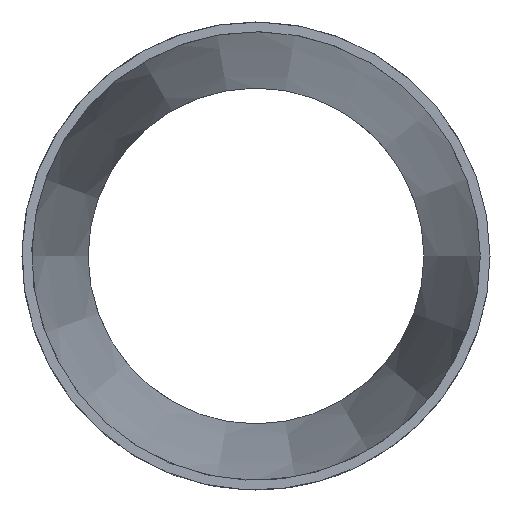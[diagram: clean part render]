
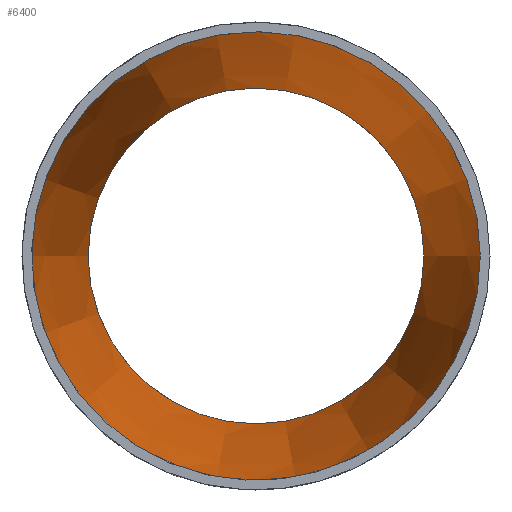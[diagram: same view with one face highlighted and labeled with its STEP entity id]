
A CAD part, left-side view. The second image highlights one B-rep face of the part: STEP entity #6400.
In plain terms, the highlighted conical face has half-angle 6.871 degrees and reference radius 42.57 mm.
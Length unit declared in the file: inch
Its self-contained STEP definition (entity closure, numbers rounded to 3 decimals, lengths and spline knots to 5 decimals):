
#91=FACE_BOUND('',#1145,.T.);
#755=FACE_OUTER_BOUND('',#1144,.T.);
#1144=EDGE_LOOP('',(#5986));
#1145=EDGE_LOOP('',(#5987));
#1265=CIRCLE('',#6726,1.917);
#1268=CIRCLE('',#6732,1.435);
#3137=VERTEX_POINT('',#14236);
#3140=VERTEX_POINT('',#14245);
#4087=EDGE_CURVE('',#3137,#3137,#1265,.T.);
#4090=EDGE_CURVE('',#3140,#3140,#1268,.T.);
#5986=ORIENTED_EDGE('',*,*,#4087,.F.);
#5987=ORIENTED_EDGE('',*,*,#4090,.T.);
#6023=CONICAL_SURFACE('',#6737,1.676,6.871);
#6400=ADVANCED_FACE('',(#755,#91),#6023,.F.);
#6726=AXIS2_PLACEMENT_3D('',#14237,#7827,#7828);
#6732=AXIS2_PLACEMENT_3D('',#14246,#7839,#7840);
#6737=AXIS2_PLACEMENT_3D('',#14253,#7849,#7850);
#7827=DIRECTION('center_axis',(1.,0.,0.));
#7828=DIRECTION('ref_axis',(0.,-1.,0.));
#7839=DIRECTION('center_axis',(1.,0.,0.));
#7840=DIRECTION('ref_axis',(0.,-1.,0.));
#7849=DIRECTION('center_axis',(-1.,0.,0.));
#7850=DIRECTION('ref_axis',(0.,-1.,0.));
#14236=CARTESIAN_POINT('',(0.,-1.917,0.));
#14237=CARTESIAN_POINT('Origin',(0.,0.,0.));
#14245=CARTESIAN_POINT('',(4.,-1.435,0.));
#14246=CARTESIAN_POINT('Origin',(4.,0.,0.));
#14253=CARTESIAN_POINT('Origin',(2.,0.,0.));
